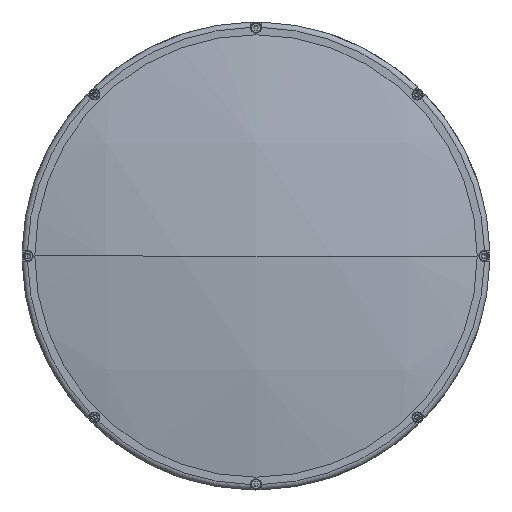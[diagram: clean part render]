
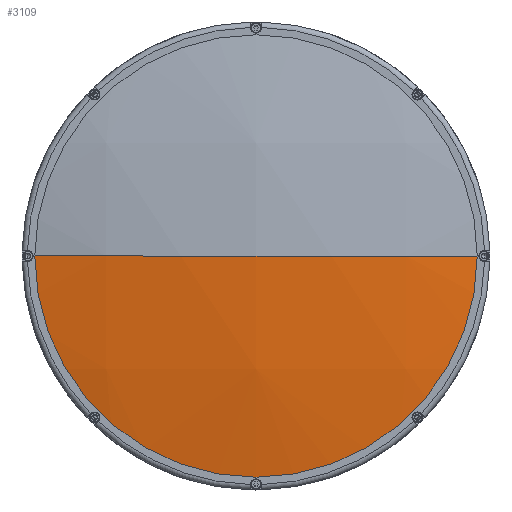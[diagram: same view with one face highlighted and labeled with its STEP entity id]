
A CAD part, left-side view. The second image highlights one B-rep face of the part: STEP entity #3109.
In plain terms, the highlighted spherical face has radius 606 mm.
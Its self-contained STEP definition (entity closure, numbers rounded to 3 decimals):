
#40 = CARTESIAN_POINT ( 'NONE',  ( -547.362, -124.9, 0. ) ) ;
#148 = DIRECTION ( 'NONE',  ( 0., 0., -1. ) ) ;
#279 = EDGE_CURVE ( 'NONE', #3344, #6490, #3335, .T. ) ;
#288 = CIRCLE ( 'NONE', #8082, 606. ) ;
#389 = DIRECTION ( 'NONE',  ( 0., 0., 1. ) ) ;
#547 = CARTESIAN_POINT ( 'NONE',  ( -547.362, 124.9, 0. ) ) ;
#735 = AXIS2_PLACEMENT_3D ( 'NONE', #4312, #1011, #389 ) ;
#777 = FACE_OUTER_BOUND ( 'NONE', #2332, .T. ) ;
#1011 = DIRECTION ( 'NONE',  ( -1., 0., 0. ) ) ;
#1535 = CARTESIAN_POINT ( 'NONE',  ( 45.627, 0., 0. ) ) ;
#1981 = ORIENTED_EDGE ( 'NONE', *, *, #279, .T. ) ;
#2332 = EDGE_LOOP ( 'NONE', ( #1981, #2482, #5792 ) ) ;
#2395 = DIRECTION ( 'NONE',  ( 0., -1., 0. ) ) ;
#2482 = ORIENTED_EDGE ( 'NONE', *, *, #7957, .T. ) ;
#2666 = CARTESIAN_POINT ( 'NONE',  ( -560.373, 0., 0. ) ) ;
#3109 = ADVANCED_FACE ( 'NONE', ( #777 ), #6447, .T. ) ;
#3335 = CIRCLE ( 'NONE', #735, 124.9 ) ;
#3344 = VERTEX_POINT ( 'NONE', #547 ) ;
#4221 = CIRCLE ( 'NONE', #7978, 606. ) ;
#4296 = DIRECTION ( 'NONE',  ( 0., 0., -1. ) ) ;
#4312 = CARTESIAN_POINT ( 'NONE',  ( -547.362, 0., 0. ) ) ;
#4402 = EDGE_CURVE ( 'NONE', #3344, #6191, #288, .T. ) ;
#4943 = CARTESIAN_POINT ( 'NONE',  ( 45.627, 0., 0. ) ) ;
#5593 = AXIS2_PLACEMENT_3D ( 'NONE', #1535, #148, #8406 ) ;
#5792 = ORIENTED_EDGE ( 'NONE', *, *, #4402, .F. ) ;
#6191 = VERTEX_POINT ( 'NONE', #2666 ) ;
#6447 = SPHERICAL_SURFACE ( 'NONE', #5593, 606. ) ;
#6490 = VERTEX_POINT ( 'NONE', #40 ) ;
#6501 = DIRECTION ( 'NONE',  ( 0., 1., 0. ) ) ;
#7416 = CARTESIAN_POINT ( 'NONE',  ( 45.627, 0., 0. ) ) ;
#7957 = EDGE_CURVE ( 'NONE', #6490, #6191, #4221, .T. ) ;
#7978 = AXIS2_PLACEMENT_3D ( 'NONE', #4943, #4296, #6501 ) ;
#8082 = AXIS2_PLACEMENT_3D ( 'NONE', #7416, #8575, #2395 ) ;
#8406 = DIRECTION ( 'NONE',  ( 0., 1., 0. ) ) ;
#8575 = DIRECTION ( 'NONE',  ( 0., 0., 1. ) ) ;
